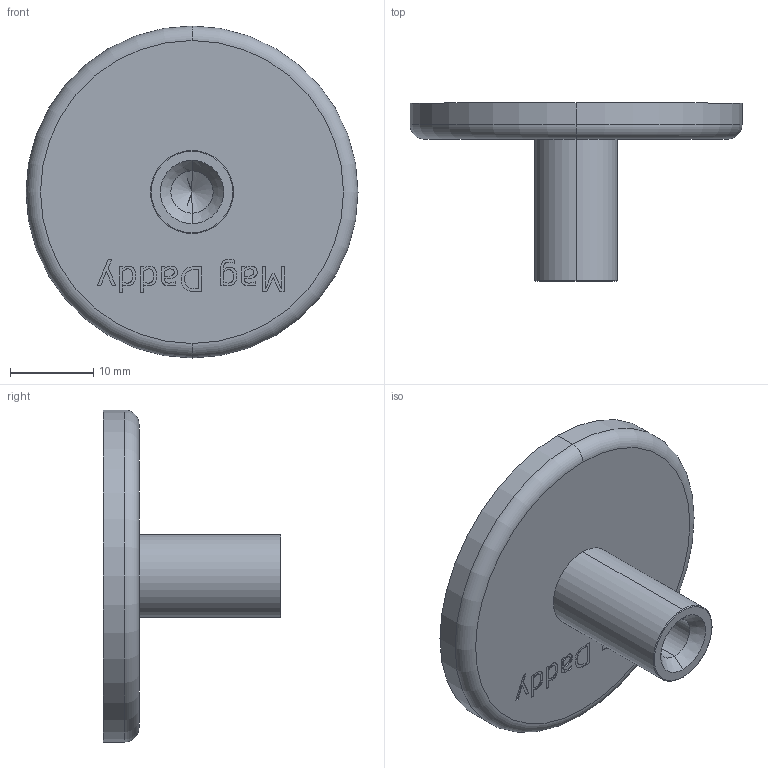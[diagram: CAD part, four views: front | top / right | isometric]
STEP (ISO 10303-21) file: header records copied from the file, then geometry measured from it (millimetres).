
FILE_DESCRIPTION (( 'STEP AP203' ), '1' );
FILE_NAME ('MAG4TF.STEP', '2022-11-15T17:18:09', ( '' ), ( '' ), 'SwSTEP 2.0', 'SolidWorks 2021', '' );
FILE_SCHEMA (( 'CONFIG_CONTROL_DESIGN' ));
Length unit declared in the file: millimetre
Products named in the file (3): MAG4TF; MAGNET CUP 40mm; MAGNET
Assembly tree (2 placements, depth 2):
  MAG4TF
    MAGNET CUP 40mm
    MAGNET
Bounding box: 40 x 21.43 x 40 mm (x, y, z)
Volume: 6012.6 mm3; surface area: 6182.7 mm2
Topology: 2 solids, 2 shells, 174 faces, 448 edges, 293 vertices
Faces by surface type: plane 80, bspline 70, torus 10, cylinder 10, cone 4
Entity records: 8425 total; most frequent: CARTESIAN_POINT 4340, ORIENTED_EDGE 892, DIRECTION 566, EDGE_CURVE 446, VERTEX_POINT 293, LINE 264, VECTOR 264, EDGE_LOOP 191
